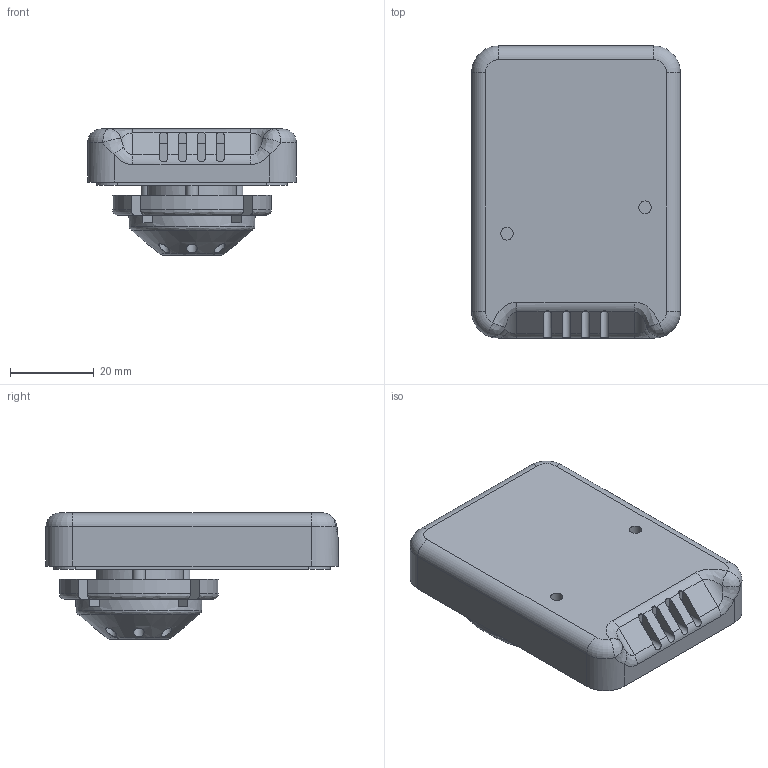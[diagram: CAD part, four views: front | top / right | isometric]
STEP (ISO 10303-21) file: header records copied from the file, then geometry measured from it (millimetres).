
FILE_DESCRIPTION (( 'STEP AP214' ), '1' );
FILE_NAME ('SCE-BVK.STEP', '2021-01-28T19:21:13', ( '' ), ( '' ), 'SwSTEP 2.0', 'SolidWorks 2019', '' );
FILE_SCHEMA (( 'AUTOMOTIVE_DESIGN' ));
Length unit declared in the file: inch
Products named in the file (1): SCE-BVK
Bounding box: 49.91 x 69.85 x 30.16 mm (x, y, z)
Volume: 42194.6 mm3; surface area: 26340.2 mm2
Topology: 6 solids, 6 shells, 239 faces, 669 edges, 418 vertices
Faces by surface type: plane 108, cylinder 86, bspline 34, cone 7, torus 4
Full cylindrical faces by diameter (mm): 2.54 x8, 2.997 x2, 6.299 x1, 6.35 x1, 7.137 x1, 8.712 x1, 8.738 x1, 11.176 x1, 21.463 x1, 30.163 x1
Entity records: 12198 total; most frequent: CARTESIAN_POINT 3263, ORIENTED_EDGE 1212, DIRECTION 1112, EDGE_CURVE 606, VERTEX_POINT 405, AXIS2_PLACEMENT_3D 391, LINE 330, VECTOR 330
